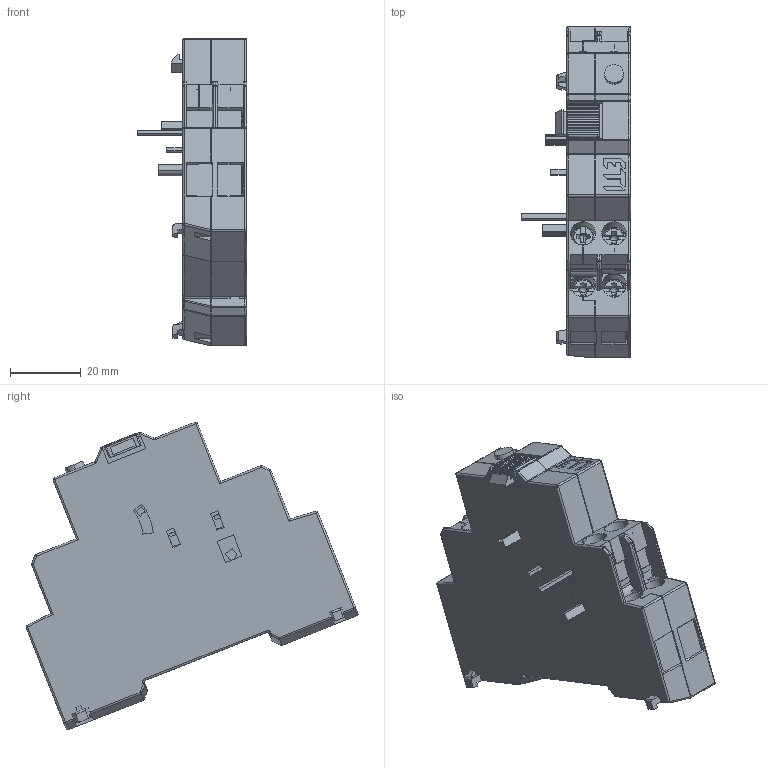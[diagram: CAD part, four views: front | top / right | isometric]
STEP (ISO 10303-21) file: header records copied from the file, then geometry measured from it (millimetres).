
FILE_DESCRIPTION((''),'2;1');
FILE_NAME('1_ASM','2021-06-14T',('marketing.praksa'),('Audax d.o.o.'),'CREO PARAMETRIC BY PTC INC, 2017480','CREO PARAMETRIC BY PTC INC, 2017480','');
FILE_SCHEMA(('AUTOMOTIVE_DESIGN { 1 0 10303 214 1 1 1 1 }'));
Products named in the file (8): PRT9544; PRT9544_1_1; PRT9544_1_2; PRT9544_1_3; BLU; PRT9545; PRT9546; 1_ASM
Assembly tree (14 placements, depth 2):
  1_ASM
    PRT9544
    PRT9544_1_1
    PRT9544_1_2
    PRT9544_1_3
    BLU
    PRT9545  x8
    PRT9546
Bounding box: 30.98 x 94.18 x 87.32 mm (x, y, z)
Volume: 82557.6 mm3; surface area: 27496.4 mm2
Topology: 16 solids, 23 shells, 1748 faces, 4891 edges, 3171 vertices
Faces by surface type: plane 1098, cylinder 385, torus 86, cone 73, sphere 58, bspline 35, revolution 13
Entity records: 69364 total; most frequent: CARTESIAN_POINT 10595, ORIENTED_EDGE 7930, DIRECTION 7051, PRESENTATION_STYLE_ASSIGNMENT 5399, STYLED_ITEM 5399, CURVE_STYLE 3978, EDGE_CURVE 3965, VECTOR 2906
